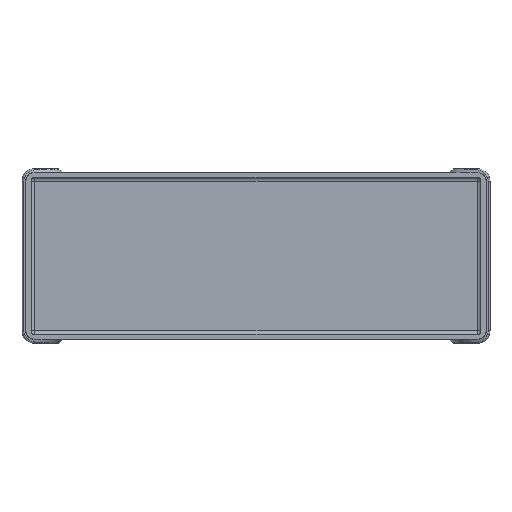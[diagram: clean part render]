
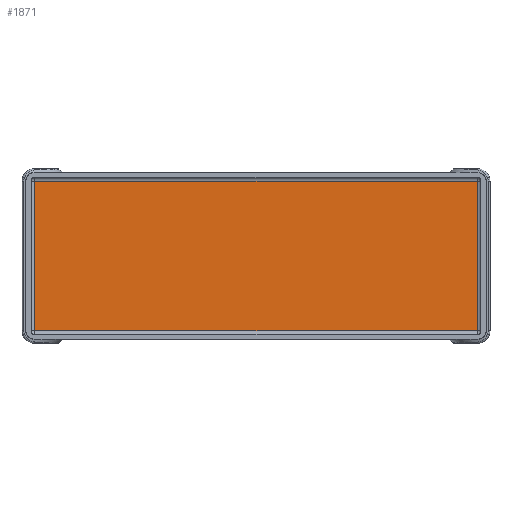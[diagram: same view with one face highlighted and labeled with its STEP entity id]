
A CAD part, top view. The second image highlights one B-rep face of the part: STEP entity #1871.
In plain terms, the highlighted planar face has unit normal (0, 0, 1).
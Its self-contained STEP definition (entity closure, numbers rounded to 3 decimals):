
#1832=CARTESIAN_POINT('',(-335.679,-126.712,1.842));
#1833=DIRECTION('',(-0.,-0.,1.));
#1834=DIRECTION('',(1.,-0.,0.));
#1835=AXIS2_PLACEMENT_3D('',#1832,#1833,#1834);
#1836=PLANE('',#1835);
#1837=CARTESIAN_POINT('',(279.852,-27.956,1.842));
#1838=VERTEX_POINT('',#1837);
#1839=CARTESIAN_POINT('',(48.913,-27.955,1.842));
#1840=VERTEX_POINT('',#1839);
#1841=CARTESIAN_POINT('',(279.852,-27.956,1.842));
#1842=DIRECTION('',(-1.,0.,-0.));
#1843=VECTOR('',#1842,230.94);
#1844=LINE('',#1841,#1843);
#1845=EDGE_CURVE('',#1838,#1840,#1844,.T.);
#1846=ORIENTED_EDGE('',*,*,#1845,.T.);
#1847=CARTESIAN_POINT('',(48.913,-105.956,1.842));
#1848=VERTEX_POINT('',#1847);
#1849=CARTESIAN_POINT('',(48.913,-27.955,1.842));
#1850=DIRECTION('',(0.,-1.,-0.));
#1851=VECTOR('',#1850,78.001);
#1852=LINE('',#1849,#1851);
#1853=EDGE_CURVE('',#1840,#1848,#1852,.T.);
#1854=ORIENTED_EDGE('',*,*,#1853,.T.);
#1855=CARTESIAN_POINT('',(279.852,-105.956,1.842));
#1856=VERTEX_POINT('',#1855);
#1857=CARTESIAN_POINT('',(48.913,-105.956,1.842));
#1858=DIRECTION('',(1.,0.,0.));
#1859=VECTOR('',#1858,230.94);
#1860=LINE('',#1857,#1859);
#1861=EDGE_CURVE('',#1848,#1856,#1860,.T.);
#1862=ORIENTED_EDGE('',*,*,#1861,.T.);
#1863=CARTESIAN_POINT('',(279.852,-105.956,1.842));
#1864=DIRECTION('',(-0.,1.,0.));
#1865=VECTOR('',#1864,78.);
#1866=LINE('',#1863,#1865);
#1867=EDGE_CURVE('',#1856,#1838,#1866,.T.);
#1868=ORIENTED_EDGE('',*,*,#1867,.T.);
#1869=EDGE_LOOP('',(#1846,#1854,#1862,#1868));
#1870=FACE_BOUND('',#1869,.T.);
#1871=ADVANCED_FACE('',(#1870),#1836,.T.);
